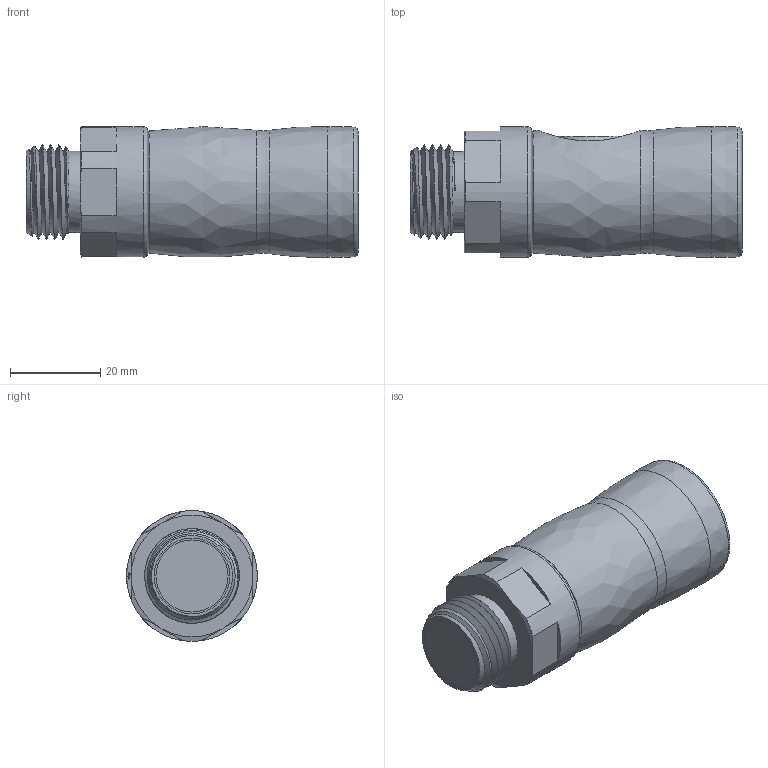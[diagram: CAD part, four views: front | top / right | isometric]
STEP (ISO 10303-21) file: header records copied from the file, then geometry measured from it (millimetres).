
FILE_DESCRIPTION(/* description */ (''),/* implementation_level */ '2;1');
FILE_NAME(/* name */ '30KPAW21APX.stp',/* time_stamp */ '2020-02-20T08:44:15+01:00',/* author */ ('IA176480'),/* organization */ (''),/* preprocessor_version */ 'ST-DEVELOPER v17',/* originating_system */ 'Autodesk Inventor 2019',/* authorisation */ '');
FILE_SCHEMA (('CONFIG_CONTROL_DESIGN'));
Length unit declared in the file: millimetre
Products named in the file (1): 30KPAW21APX
Bounding box: 73.7 x 29.02 x 29.03 mm (x, y, z)
Volume: 46878.1 mm3; surface area: 28014.8 mm2
Topology: 42 solids, 42 shells, 247 faces, 687 edges, 468 vertices
Faces by surface type: cylinder 77, plane 74, cone 34, sphere 32, torus 15, bspline 15
Full cylindrical faces by diameter (mm): 3.5 x1, 4 x11, 8.5 x1, 11.2 x2, 14 x1, 14.002 x1, 15.3 x1, 16 x1, 16.846 x1, 17.5 x1, 18 x1, 18.002 x1, 18.1 x1, 18.2 x2, 20.5 x4, 20.607 x2, 20.7 x1, 21 x1, 21.001 x2, 22.6 x1, 24 x1, 24.5 x1, 24.653 x1, 25 x10, 26 x3, 29.007 x1
Entity records: 18631 total; most frequent: CARTESIAN_POINT 12615, ORIENTED_EDGE 1250, DIRECTION 1196, EDGE_CURVE 625, AXIS2_PLACEMENT_3D 507, VERTEX_POINT 468, EDGE_LOOP 271, CIRCLE 271
